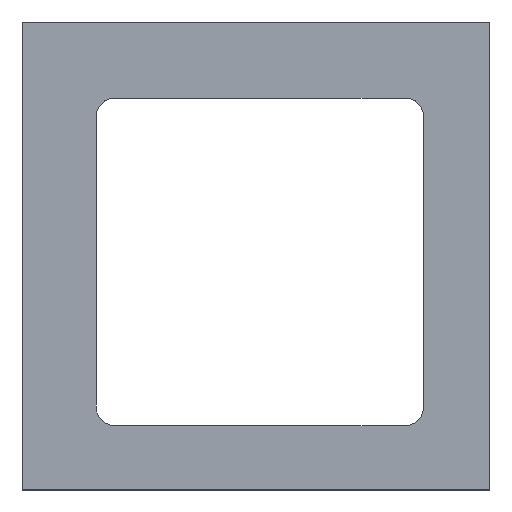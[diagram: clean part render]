
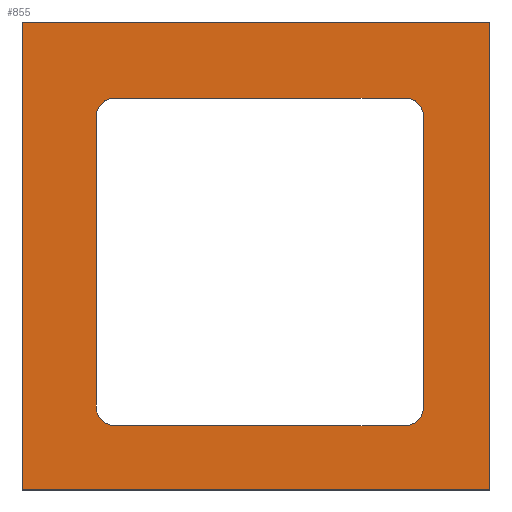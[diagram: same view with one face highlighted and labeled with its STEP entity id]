
A CAD part, top view. The second image highlights one B-rep face of the part: STEP entity #855.
In plain terms, the highlighted planar face has unit normal (0, 0, 1).
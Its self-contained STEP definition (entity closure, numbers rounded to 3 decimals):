
#52 = VERTEX_POINT('',#53);
#53 = CARTESIAN_POINT('',(0.,0.,1.56));
#59 = EDGE_CURVE('',#52,#60,#62,.T.);
#60 = VERTEX_POINT('',#61);
#61 = CARTESIAN_POINT('',(0.,12.,1.56));
#62 = LINE('',#63,#64);
#63 = CARTESIAN_POINT('',(0.,0.,1.56));
#64 = VECTOR('',#65,1.);
#65 = DIRECTION('',(0.,1.,0.));
#90 = EDGE_CURVE('',#60,#91,#93,.T.);
#91 = VERTEX_POINT('',#92);
#92 = CARTESIAN_POINT('',(12.,12.,1.56));
#93 = LINE('',#94,#95);
#94 = CARTESIAN_POINT('',(0.,12.,1.56));
#95 = VECTOR('',#96,1.);
#96 = DIRECTION('',(1.,0.,0.));
#121 = EDGE_CURVE('',#91,#122,#124,.T.);
#122 = VERTEX_POINT('',#123);
#123 = CARTESIAN_POINT('',(12.,0.,1.56));
#124 = LINE('',#125,#126);
#125 = CARTESIAN_POINT('',(12.,12.,1.56));
#126 = VECTOR('',#127,1.);
#127 = DIRECTION('',(0.,-1.,0.));
#152 = EDGE_CURVE('',#122,#52,#153,.T.);
#153 = LINE('',#154,#155);
#154 = CARTESIAN_POINT('',(12.,0.,1.56));
#155 = VECTOR('',#156,1.);
#156 = DIRECTION('',(-1.,0.,0.));
#176 = VERTEX_POINT('',#177);
#177 = CARTESIAN_POINT('',(10.083,9.974,1.56));
#183 = EDGE_CURVE('',#176,#184,#186,.T.);
#184 = VERTEX_POINT('',#185);
#185 = CARTESIAN_POINT('',(9.899,10.05,1.56));
#186 = LINE('',#187,#188);
#187 = CARTESIAN_POINT('',(10.083,9.974,1.56));
#188 = VECTOR('',#189,1.);
#189 = DIRECTION('',(-0.924,0.383,0.));
#216 = VERTEX_POINT('',#217);
#217 = CARTESIAN_POINT('',(10.224,9.833,1.56));
#223 = EDGE_CURVE('',#216,#176,#224,.T.);
#224 = LINE('',#225,#226);
#225 = CARTESIAN_POINT('',(10.224,9.833,1.56));
#226 = VECTOR('',#227,1.);
#227 = DIRECTION('',(-0.707,0.707,0.));
#247 = VERTEX_POINT('',#248);
#248 = CARTESIAN_POINT('',(10.3,9.649,1.56));
#254 = EDGE_CURVE('',#247,#216,#255,.T.);
#255 = LINE('',#256,#257);
#256 = CARTESIAN_POINT('',(10.3,9.649,1.56));
#257 = VECTOR('',#258,1.);
#258 = DIRECTION('',(-0.383,0.924,0.));
#278 = VERTEX_POINT('',#279);
#279 = CARTESIAN_POINT('',(10.3,9.55,1.56));
#285 = EDGE_CURVE('',#278,#247,#286,.T.);
#286 = LINE('',#287,#288);
#287 = CARTESIAN_POINT('',(10.3,9.55,1.56));
#288 = VECTOR('',#289,1.);
#289 = DIRECTION('',(0.,1.,0.));
#309 = VERTEX_POINT('',#310);
#310 = CARTESIAN_POINT('',(10.3,2.15,1.56));
#316 = EDGE_CURVE('',#309,#278,#317,.T.);
#317 = LINE('',#318,#319);
#318 = CARTESIAN_POINT('',(10.3,2.15,1.56));
#319 = VECTOR('',#320,1.);
#320 = DIRECTION('',(0.,1.,0.));
#340 = VERTEX_POINT('',#341);
#341 = CARTESIAN_POINT('',(10.3,2.05,1.56));
#347 = EDGE_CURVE('',#340,#309,#348,.T.);
#348 = LINE('',#349,#350);
#349 = CARTESIAN_POINT('',(10.3,2.05,1.56));
#350 = VECTOR('',#351,1.);
#351 = DIRECTION('',(0.,1.,0.));
#371 = VERTEX_POINT('',#372);
#372 = CARTESIAN_POINT('',(10.224,1.867,1.56));
#378 = EDGE_CURVE('',#371,#340,#379,.T.);
#379 = LINE('',#380,#381);
#380 = CARTESIAN_POINT('',(10.224,1.867,1.56));
#381 = VECTOR('',#382,1.);
#382 = DIRECTION('',(0.383,0.924,0.));
#402 = VERTEX_POINT('',#403);
#403 = CARTESIAN_POINT('',(10.083,1.726,1.56));
#409 = EDGE_CURVE('',#402,#371,#410,.T.);
#410 = LINE('',#411,#412);
#411 = CARTESIAN_POINT('',(10.083,1.726,1.56));
#412 = VECTOR('',#413,1.);
#413 = DIRECTION('',(0.707,0.707,0.));
#433 = VERTEX_POINT('',#434);
#434 = CARTESIAN_POINT('',(9.899,1.65,1.56));
#440 = EDGE_CURVE('',#433,#402,#441,.T.);
#441 = LINE('',#442,#443);
#442 = CARTESIAN_POINT('',(9.899,1.65,1.56));
#443 = VECTOR('',#444,1.);
#444 = DIRECTION('',(0.924,0.383,0.));
#464 = VERTEX_POINT('',#465);
#465 = CARTESIAN_POINT('',(2.3,1.65,1.56));
#471 = EDGE_CURVE('',#464,#433,#472,.T.);
#472 = LINE('',#473,#474);
#473 = CARTESIAN_POINT('',(2.3,1.65,1.56));
#474 = VECTOR('',#475,1.);
#475 = DIRECTION('',(1.,0.,0.));
#495 = VERTEX_POINT('',#496);
#496 = CARTESIAN_POINT('',(2.117,1.726,1.56));
#502 = EDGE_CURVE('',#495,#464,#503,.T.);
#503 = LINE('',#504,#505);
#504 = CARTESIAN_POINT('',(2.117,1.726,1.56));
#505 = VECTOR('',#506,1.);
#506 = DIRECTION('',(0.924,-0.383,0.));
#526 = VERTEX_POINT('',#527);
#527 = CARTESIAN_POINT('',(1.976,1.867,1.56));
#533 = EDGE_CURVE('',#526,#495,#534,.T.);
#534 = LINE('',#535,#536);
#535 = CARTESIAN_POINT('',(1.976,1.867,1.56));
#536 = VECTOR('',#537,1.);
#537 = DIRECTION('',(0.707,-0.707,0.));
#557 = VERTEX_POINT('',#558);
#558 = CARTESIAN_POINT('',(1.9,2.05,1.56));
#564 = EDGE_CURVE('',#557,#526,#565,.T.);
#565 = LINE('',#566,#567);
#566 = CARTESIAN_POINT('',(1.9,2.05,1.56));
#567 = VECTOR('',#568,1.);
#568 = DIRECTION('',(0.383,-0.924,0.));
#588 = VERTEX_POINT('',#589);
#589 = CARTESIAN_POINT('',(1.9,2.15,1.56));
#595 = EDGE_CURVE('',#588,#557,#596,.T.);
#596 = LINE('',#597,#598);
#597 = CARTESIAN_POINT('',(1.9,2.15,1.56));
#598 = VECTOR('',#599,1.);
#599 = DIRECTION('',(0.,-1.,0.));
#619 = VERTEX_POINT('',#620);
#620 = CARTESIAN_POINT('',(1.9,2.25,1.56));
#626 = EDGE_CURVE('',#619,#588,#627,.T.);
#627 = LINE('',#628,#629);
#628 = CARTESIAN_POINT('',(1.9,2.25,1.56));
#629 = VECTOR('',#630,1.);
#630 = DIRECTION('',(0.,-1.,0.));
#650 = VERTEX_POINT('',#651);
#651 = CARTESIAN_POINT('',(1.9,9.45,1.56));
#657 = EDGE_CURVE('',#650,#619,#658,.T.);
#658 = LINE('',#659,#660);
#659 = CARTESIAN_POINT('',(1.9,9.45,1.56));
#660 = VECTOR('',#661,1.);
#661 = DIRECTION('',(0.,-1.,0.));
#681 = VERTEX_POINT('',#682);
#682 = CARTESIAN_POINT('',(1.9,9.649,1.56));
#688 = EDGE_CURVE('',#681,#650,#689,.T.);
#689 = LINE('',#690,#691);
#690 = CARTESIAN_POINT('',(1.9,9.649,1.56));
#691 = VECTOR('',#692,1.);
#692 = DIRECTION('',(0.,-1.,0.));
#712 = VERTEX_POINT('',#713);
#713 = CARTESIAN_POINT('',(1.976,9.833,1.56));
#719 = EDGE_CURVE('',#712,#681,#720,.T.);
#720 = LINE('',#721,#722);
#721 = CARTESIAN_POINT('',(1.976,9.833,1.56));
#722 = VECTOR('',#723,1.);
#723 = DIRECTION('',(-0.383,-0.924,0.));
#743 = VERTEX_POINT('',#744);
#744 = CARTESIAN_POINT('',(2.117,9.974,1.56));
#750 = EDGE_CURVE('',#743,#712,#751,.T.);
#751 = LINE('',#752,#753);
#752 = CARTESIAN_POINT('',(2.117,9.974,1.56));
#753 = VECTOR('',#754,1.);
#754 = DIRECTION('',(-0.707,-0.707,0.));
#774 = VERTEX_POINT('',#775);
#775 = CARTESIAN_POINT('',(2.3,10.05,1.56));
#781 = EDGE_CURVE('',#774,#743,#782,.T.);
#782 = LINE('',#783,#784);
#783 = CARTESIAN_POINT('',(2.3,10.05,1.56));
#784 = VECTOR('',#785,1.);
#785 = DIRECTION('',(-0.924,-0.383,0.));
#803 = EDGE_CURVE('',#184,#774,#804,.T.);
#804 = LINE('',#805,#806);
#805 = CARTESIAN_POINT('',(9.899,10.05,1.56));
#806 = VECTOR('',#807,1.);
#807 = DIRECTION('',(-1.,0.,0.));
#855 = ADVANCED_FACE('',(#856,#862),#885,.T.);
#856 = FACE_BOUND('',#857,.F.);
#857 = EDGE_LOOP('',(#858,#859,#860,#861));
#858 = ORIENTED_EDGE('',*,*,#59,.T.);
#859 = ORIENTED_EDGE('',*,*,#90,.T.);
#860 = ORIENTED_EDGE('',*,*,#121,.T.);
#861 = ORIENTED_EDGE('',*,*,#152,.T.);
#862 = FACE_BOUND('',#863,.T.);
#863 = EDGE_LOOP('',(#864,#865,#866,#867,#868,#869,#870,#871,#872,#873,
    #874,#875,#876,#877,#878,#879,#880,#881,#882,#883,#884));
#864 = ORIENTED_EDGE('',*,*,#183,.F.);
#865 = ORIENTED_EDGE('',*,*,#223,.F.);
#866 = ORIENTED_EDGE('',*,*,#254,.F.);
#867 = ORIENTED_EDGE('',*,*,#285,.F.);
#868 = ORIENTED_EDGE('',*,*,#316,.F.);
#869 = ORIENTED_EDGE('',*,*,#347,.F.);
#870 = ORIENTED_EDGE('',*,*,#378,.F.);
#871 = ORIENTED_EDGE('',*,*,#409,.F.);
#872 = ORIENTED_EDGE('',*,*,#440,.F.);
#873 = ORIENTED_EDGE('',*,*,#471,.F.);
#874 = ORIENTED_EDGE('',*,*,#502,.F.);
#875 = ORIENTED_EDGE('',*,*,#533,.F.);
#876 = ORIENTED_EDGE('',*,*,#564,.F.);
#877 = ORIENTED_EDGE('',*,*,#595,.F.);
#878 = ORIENTED_EDGE('',*,*,#626,.F.);
#879 = ORIENTED_EDGE('',*,*,#657,.F.);
#880 = ORIENTED_EDGE('',*,*,#688,.F.);
#881 = ORIENTED_EDGE('',*,*,#719,.F.);
#882 = ORIENTED_EDGE('',*,*,#750,.F.);
#883 = ORIENTED_EDGE('',*,*,#781,.F.);
#884 = ORIENTED_EDGE('',*,*,#803,.F.);
#885 = PLANE('',#886);
#886 = AXIS2_PLACEMENT_3D('',#887,#888,#889);
#887 = CARTESIAN_POINT('',(0.,0.,1.56));
#888 = DIRECTION('',(0.,0.,1.));
#889 = DIRECTION('',(1.,0.,0.));
